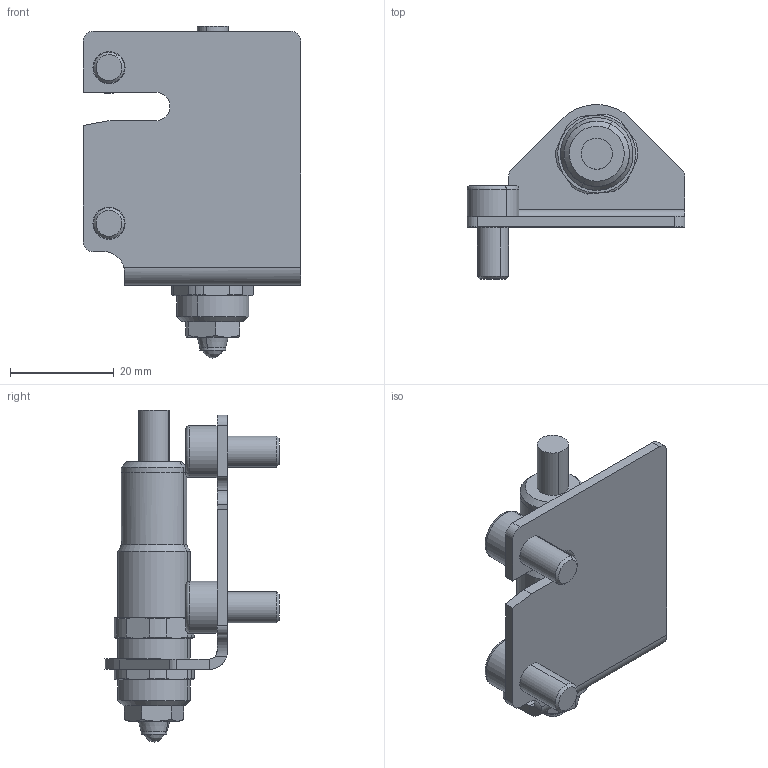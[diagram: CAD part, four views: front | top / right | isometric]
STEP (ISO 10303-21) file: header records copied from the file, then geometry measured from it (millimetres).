
FILE_DESCRIPTION (( 'STEP AP214' ), '1' );
FILE_NAME ('P7288.STEP', '2024-10-08T08:24:24', ( '' ), ( '' ), 'SwSTEP 2.0', 'SolidWorks 2024', '' );
FILE_SCHEMA (( 'AUTOMOTIVE_DESIGN' ));
Length unit declared in the file: millimetre
Products named in the file (1): P7288
Bounding box: 42 x 33.64 x 64 mm (x, y, z)
Volume: 13455.6 mm3; surface area: 9034.5 mm2
Topology: 4 solids, 4 shells, 167 faces, 390 edges, 241 vertices
Faces by surface type: plane 65, cylinder 53, cone 43, torus 4, bspline 2
Entity records: 5150 total; most frequent: CARTESIAN_POINT 1297, DIRECTION 806, ORIENTED_EDGE 776, EDGE_CURVE 388, AXIS2_PLACEMENT_3D 320, VERTEX_POINT 241, EDGE_LOOP 185, ADVANCED_FACE 167
